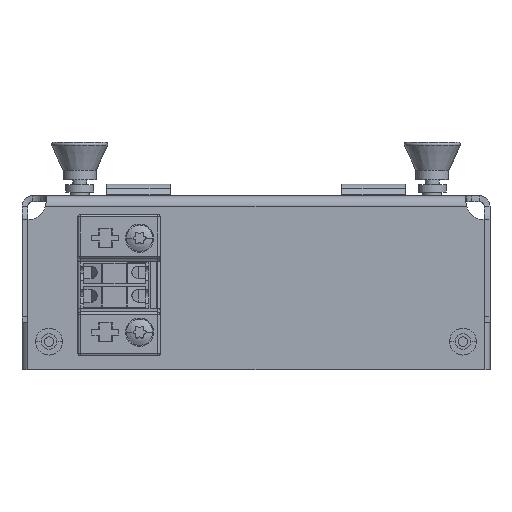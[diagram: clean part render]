
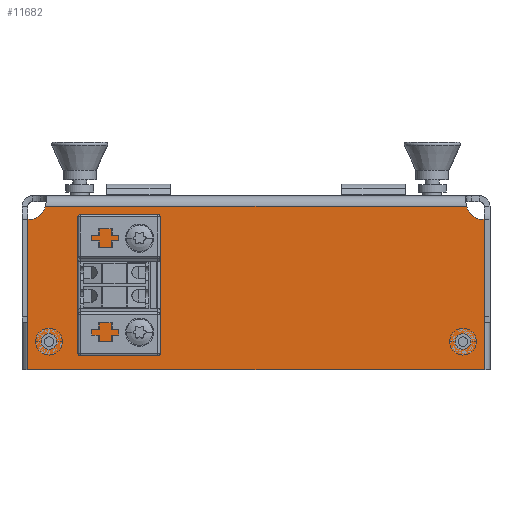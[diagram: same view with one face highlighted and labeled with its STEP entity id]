
A CAD part, front view. The second image highlights one B-rep face of the part: STEP entity #11682.
In plain terms, the highlighted planar face has unit normal (0, -1, 0).
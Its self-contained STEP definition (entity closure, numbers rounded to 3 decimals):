
#3993=CARTESIAN_POINT('',(44.752,-105.,-2.25));
#4011=CARTESIAN_POINT('',(48.598,-105.,-1.152));
#4012=DIRECTION('',(0.,-1.,0.));
#4013=DIRECTION('',(-0.962,0.,-0.274));
#4014=AXIS2_PLACEMENT_3D('',#4011,#4012,#4013);
#4016=DIRECTION('',(1.,0.,0.));
#4017=VECTOR('',#4016,1.);
#4018=CARTESIAN_POINT('',(47.5,-105.,-4.998));
#4019=LINE('',#4018,#4017);
#4020=DIRECTION('',(0.,0.,-1.));
#4021=VECTOR('',#4020,32.002);
#4022=CARTESIAN_POINT('',(48.5,-105.,-4.998));
#4023=LINE('',#4022,#4021);
#4024=DIRECTION('',(0.,0.,1.));
#4025=VECTOR('',#4024,32.002);
#4026=CARTESIAN_POINT('',(-48.5,-105.,-37.));
#4027=LINE('',#4026,#4025);
#4028=DIRECTION('',(1.,0.,0.));
#4029=VECTOR('',#4028,1.);
#4030=CARTESIAN_POINT('',(-48.5,-105.,-4.998));
#4031=LINE('',#4030,#4029);
#4032=CARTESIAN_POINT('',(-48.598,-105.,-1.152));
#4033=DIRECTION('',(0.,-1.,0.));
#4034=DIRECTION('',(0.274,0.,-0.962));
#4035=AXIS2_PLACEMENT_3D('',#4032,#4033,#4034);
#4037=DIRECTION('',(1.,0.,0.));
#4038=VECTOR('',#4037,89.503);
#4039=CARTESIAN_POINT('',(-44.752,-105.,-2.25));
#4040=LINE('',#4039,#4038);
#4041=CARTESIAN_POINT('',(44.,-105.,-31.));
#4042=DIRECTION('',(0.,-1.,0.));
#4043=DIRECTION('',(0.,0.,1.));
#4044=AXIS2_PLACEMENT_3D('',#4041,#4042,#4043);
#4046=CARTESIAN_POINT('',(44.,-105.,-31.));
#4047=DIRECTION('',(0.,-1.,0.));
#4048=DIRECTION('',(0.,0.,-1.));
#4049=AXIS2_PLACEMENT_3D('',#4046,#4047,#4048);
#4051=CARTESIAN_POINT('',(-44.,-105.,-31.));
#4052=DIRECTION('',(0.,1.,0.));
#4053=DIRECTION('',(0.,0.,1.));
#4054=AXIS2_PLACEMENT_3D('',#4051,#4052,#4053);
#4056=CARTESIAN_POINT('',(-44.,-105.,-31.));
#4057=DIRECTION('',(0.,1.,0.));
#4058=DIRECTION('',(0.,0.,-1.));
#4059=AXIS2_PLACEMENT_3D('',#4056,#4057,#4058);
#4061=DIRECTION('',(1.,0.,0.));
#4062=VECTOR('',#4061,12.4);
#4063=CARTESIAN_POINT('',(-36.05,-105.,-12.6));
#4064=LINE('',#4063,#4062);
#4065=DIRECTION('',(0.,0.,1.));
#4066=VECTOR('',#4065,12.8);
#4067=CARTESIAN_POINT('',(-36.05,-105.,-25.4));
#4068=LINE('',#4067,#4066);
#4069=DIRECTION('',(-1.,0.,0.));
#4070=VECTOR('',#4069,12.4);
#4071=CARTESIAN_POINT('',(-23.65,-105.,-25.4));
#4072=LINE('',#4071,#4070);
#4073=DIRECTION('',(0.,0.,-1.));
#4074=VECTOR('',#4073,12.8);
#4075=CARTESIAN_POINT('',(-23.65,-105.,-12.6));
#4076=LINE('',#4075,#4074);
#4077=CARTESIAN_POINT('',(-24.75,-105.,-29.));
#4078=DIRECTION('',(0.,-1.,0.));
#4079=DIRECTION('',(1.,0.,0.));
#4080=AXIS2_PLACEMENT_3D('',#4077,#4078,#4079);
#4082=CARTESIAN_POINT('',(-24.75,-105.,-29.));
#4083=DIRECTION('',(0.,-1.,0.));
#4084=DIRECTION('',(-1.,0.,0.));
#4085=AXIS2_PLACEMENT_3D('',#4082,#4083,#4084);
#4087=CARTESIAN_POINT('',(-24.75,-105.,-9.));
#4088=DIRECTION('',(0.,-1.,0.));
#4089=DIRECTION('',(1.,0.,0.));
#4090=AXIS2_PLACEMENT_3D('',#4087,#4088,#4089);
#4092=CARTESIAN_POINT('',(-24.75,-105.,-9.));
#4093=DIRECTION('',(0.,-1.,0.));
#4094=DIRECTION('',(-1.,0.,0.));
#4095=AXIS2_PLACEMENT_3D('',#4092,#4093,#4094);
#4191=DIRECTION('',(1.,0.,0.));
#4192=VECTOR('',#4191,97.);
#4193=CARTESIAN_POINT('',(-48.5,-105.,-37.));
#4194=LINE('',#4193,#4192);
#4513=VERTEX_POINT('',#3993);
#4514=CARTESIAN_POINT('',(-44.752,-105.,-2.25));
#4515=VERTEX_POINT('',#4514);
#4583=CARTESIAN_POINT('',(-48.5,-105.,-37.));
#4584=CARTESIAN_POINT('',(-48.5,-105.,-4.998));
#4585=VERTEX_POINT('',#4583);
#4586=VERTEX_POINT('',#4584);
#4592=CARTESIAN_POINT('',(-47.5,-105.,-4.998));
#4594=VERTEX_POINT('',#4592);
#4595=CARTESIAN_POINT('',(48.5,-105.,-4.998));
#4596=CARTESIAN_POINT('',(48.5,-105.,-37.));
#4597=VERTEX_POINT('',#4595);
#4598=VERTEX_POINT('',#4596);
#4604=CARTESIAN_POINT('',(47.5,-105.,-4.998));
#4606=VERTEX_POINT('',#4604);
#4671=CARTESIAN_POINT('',(44.,-105.,-29.35));
#4672=CARTESIAN_POINT('',(44.,-105.,-32.65));
#4673=VERTEX_POINT('',#4671);
#4674=VERTEX_POINT('',#4672);
#4687=CARTESIAN_POINT('',(-44.,-105.,-29.35));
#4688=CARTESIAN_POINT('',(-44.,-105.,-32.65));
#4689=VERTEX_POINT('',#4687);
#4690=VERTEX_POINT('',#4688);
#5583=CARTESIAN_POINT('',(-36.05,-105.,-12.6));
#5584=CARTESIAN_POINT('',(-23.65,-105.,-12.6));
#5585=VERTEX_POINT('',#5583);
#5586=VERTEX_POINT('',#5584);
#5587=CARTESIAN_POINT('',(-23.65,-105.,-25.4));
#5588=VERTEX_POINT('',#5587);
#5589=CARTESIAN_POINT('',(-36.05,-105.,-25.4));
#5590=VERTEX_POINT('',#5589);
#5599=CARTESIAN_POINT('',(-23.65,-105.,-29.));
#5600=CARTESIAN_POINT('',(-25.85,-105.,-29.));
#5601=VERTEX_POINT('',#5599);
#5602=VERTEX_POINT('',#5600);
#5603=CARTESIAN_POINT('',(-23.65,-105.,-9.));
#5604=CARTESIAN_POINT('',(-25.85,-105.,-9.));
#5605=VERTEX_POINT('',#5603);
#5606=VERTEX_POINT('',#5604);
#11626=CARTESIAN_POINT('',(-47.5,-105.,-2.25));
#11627=DIRECTION('',(0.,-1.,0.));
#11628=DIRECTION('',(0.,0.,-1.));
#11629=AXIS2_PLACEMENT_3D('',#11626,#11627,#11628);
#11630=PLANE('',#11629);
#11632=ORIENTED_EDGE('',*,*,#11631,.T.);
#11634=ORIENTED_EDGE('',*,*,#11633,.T.);
#11636=ORIENTED_EDGE('',*,*,#11635,.T.);
#11638=ORIENTED_EDGE('',*,*,#11637,.F.);
#11640=ORIENTED_EDGE('',*,*,#11639,.T.);
#11642=ORIENTED_EDGE('',*,*,#11641,.T.);
#11644=ORIENTED_EDGE('',*,*,#11643,.T.);
#11645=ORIENTED_EDGE('',*,*,#11618,.T.);
#11646=EDGE_LOOP('',(#11632,#11634,#11636,#11638,#11640,#11642,#11644,#11645));
#11647=FACE_OUTER_BOUND('',#11646,.F.);
#11649=ORIENTED_EDGE('',*,*,#11648,.T.);
#11651=ORIENTED_EDGE('',*,*,#11650,.T.);
#11652=EDGE_LOOP('',(#11649,#11651));
#11653=FACE_BOUND('',#11652,.F.);
#11655=ORIENTED_EDGE('',*,*,#11654,.F.);
#11657=ORIENTED_EDGE('',*,*,#11656,.F.);
#11658=EDGE_LOOP('',(#11655,#11657));
#11659=FACE_BOUND('',#11658,.F.);
#11661=ORIENTED_EDGE('',*,*,#11660,.F.);
#11663=ORIENTED_EDGE('',*,*,#11662,.F.);
#11665=ORIENTED_EDGE('',*,*,#11664,.F.);
#11667=ORIENTED_EDGE('',*,*,#11666,.F.);
#11668=EDGE_LOOP('',(#11661,#11663,#11665,#11667));
#11669=FACE_BOUND('',#11668,.F.);
#11671=ORIENTED_EDGE('',*,*,#11670,.T.);
#11673=ORIENTED_EDGE('',*,*,#11672,.T.);
#11674=EDGE_LOOP('',(#11671,#11673));
#11675=FACE_BOUND('',#11674,.F.);
#11677=ORIENTED_EDGE('',*,*,#11676,.T.);
#11679=ORIENTED_EDGE('',*,*,#11678,.T.);
#11680=EDGE_LOOP('',(#11677,#11679));
#11681=FACE_BOUND('',#11680,.F.);
#11682=ADVANCED_FACE('',(#11647,#11653,#11659,#11669,#11675,#11681),#11630,.T.);
#4015=CIRCLE('',#4014,4.);
#4036=CIRCLE('',#4035,4.);
#4045=CIRCLE('',#4044,1.65);
#4050=CIRCLE('',#4049,1.65);
#4055=CIRCLE('',#4054,1.65);
#4060=CIRCLE('',#4059,1.65);
#4081=CIRCLE('',#4080,1.1);
#4086=CIRCLE('',#4085,1.1);
#4091=CIRCLE('',#4090,1.1);
#4096=CIRCLE('',#4095,1.1);
#11618=EDGE_CURVE('',#4515,#4513,#4040,.T.);
#11631=EDGE_CURVE('',#4513,#4606,#4015,.T.);
#11633=EDGE_CURVE('',#4606,#4597,#4019,.T.);
#11635=EDGE_CURVE('',#4597,#4598,#4023,.T.);
#11637=EDGE_CURVE('',#4585,#4598,#4194,.T.);
#11639=EDGE_CURVE('',#4585,#4586,#4027,.T.);
#11641=EDGE_CURVE('',#4586,#4594,#4031,.T.);
#11643=EDGE_CURVE('',#4594,#4515,#4036,.T.);
#11648=EDGE_CURVE('',#4673,#4674,#4045,.T.);
#11650=EDGE_CURVE('',#4674,#4673,#4050,.T.);
#11654=EDGE_CURVE('',#4689,#4690,#4055,.T.);
#11656=EDGE_CURVE('',#4690,#4689,#4060,.T.);
#11660=EDGE_CURVE('',#5585,#5586,#4064,.T.);
#11662=EDGE_CURVE('',#5590,#5585,#4068,.T.);
#11664=EDGE_CURVE('',#5588,#5590,#4072,.T.);
#11666=EDGE_CURVE('',#5586,#5588,#4076,.T.);
#11670=EDGE_CURVE('',#5601,#5602,#4081,.T.);
#11672=EDGE_CURVE('',#5602,#5601,#4086,.T.);
#11676=EDGE_CURVE('',#5605,#5606,#4091,.T.);
#11678=EDGE_CURVE('',#5606,#5605,#4096,.T.);
